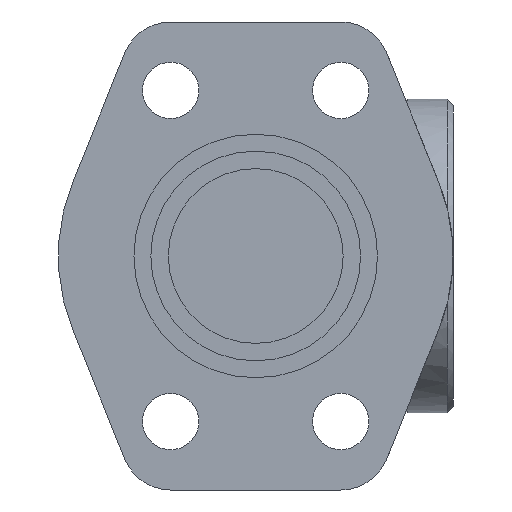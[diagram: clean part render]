
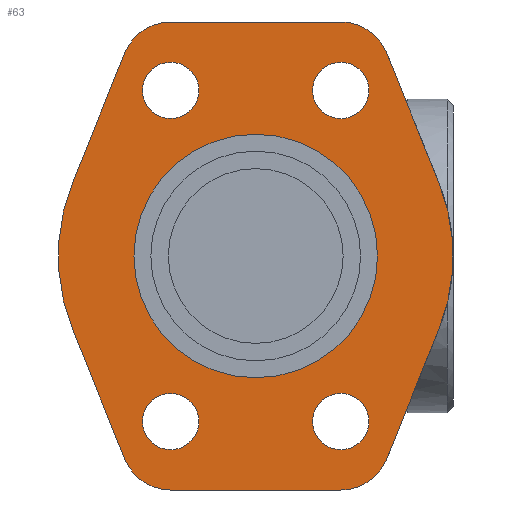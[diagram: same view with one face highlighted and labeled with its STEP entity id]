
A CAD part, front view. The second image highlights one B-rep face of the part: STEP entity #63.
In plain terms, the highlighted planar face has unit normal (0, -1, 0).
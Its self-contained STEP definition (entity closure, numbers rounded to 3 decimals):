
#63=ADVANCED_FACE('',(#131,#132,#133,#134,#135,#136),#137,.F.);
#131=FACE_BOUND('',#241,.T.);
#132=FACE_OUTER_BOUND('',#242,.T.);
#133=FACE_BOUND('',#243,.T.);
#134=FACE_BOUND('',#244,.T.);
#135=FACE_BOUND('',#245,.T.);
#136=FACE_BOUND('',#246,.T.);
#137=PLANE('',#247);
#241=EDGE_LOOP('',(#441,#442));
#242=EDGE_LOOP('',(#443,#444,#445,#446,#447,#448,#449,#450,#451,#452,#453,#454));
#243=EDGE_LOOP('',(#455,#456));
#244=EDGE_LOOP('',(#457,#458));
#245=EDGE_LOOP('',(#459,#460));
#246=EDGE_LOOP('',(#461,#462));
#247=AXIS2_PLACEMENT_3D('',#463,#464,#465);
#441=ORIENTED_EDGE('',*,*,#772,.T.);
#442=ORIENTED_EDGE('',*,*,#765,.T.);
#443=ORIENTED_EDGE('',*,*,#774,.F.);
#444=ORIENTED_EDGE('',*,*,#775,.F.);
#445=ORIENTED_EDGE('',*,*,#776,.T.);
#446=ORIENTED_EDGE('',*,*,#777,.F.);
#447=ORIENTED_EDGE('',*,*,#778,.T.);
#448=ORIENTED_EDGE('',*,*,#779,.F.);
#449=ORIENTED_EDGE('',*,*,#780,.F.);
#450=ORIENTED_EDGE('',*,*,#781,.F.);
#451=ORIENTED_EDGE('',*,*,#782,.T.);
#452=ORIENTED_EDGE('',*,*,#783,.F.);
#453=ORIENTED_EDGE('',*,*,#784,.T.);
#454=ORIENTED_EDGE('',*,*,#785,.F.);
#455=ORIENTED_EDGE('',*,*,#786,.T.);
#456=ORIENTED_EDGE('',*,*,#749,.T.);
#457=ORIENTED_EDGE('',*,*,#787,.T.);
#458=ORIENTED_EDGE('',*,*,#753,.T.);
#459=ORIENTED_EDGE('',*,*,#788,.T.);
#460=ORIENTED_EDGE('',*,*,#757,.T.);
#461=ORIENTED_EDGE('',*,*,#789,.T.);
#462=ORIENTED_EDGE('',*,*,#761,.T.);
#463=CARTESIAN_POINT('',(0.,0.,0.));
#464=DIRECTION('',(0.,1.0,0.));
#465=DIRECTION('',(0.,0.0,-1.0));
#749=EDGE_CURVE('',#901,#905,#907,.T.);
#753=EDGE_CURVE('',#909,#913,#915,.T.);
#757=EDGE_CURVE('',#917,#921,#923,.T.);
#761=EDGE_CURVE('',#925,#929,#931,.T.);
#765=EDGE_CURVE('',#933,#937,#939,.T.);
#772=EDGE_CURVE('',#937,#933,#950,.T.);
#774=EDGE_CURVE('',#952,#953,#954,.T.);
#775=EDGE_CURVE('',#955,#952,#956,.T.);
#776=EDGE_CURVE('',#955,#957,#958,.T.);
#777=EDGE_CURVE('',#959,#957,#960,.T.);
#778=EDGE_CURVE('',#959,#961,#962,.T.);
#779=EDGE_CURVE('',#963,#961,#964,.T.);
#780=EDGE_CURVE('',#965,#963,#966,.T.);
#781=EDGE_CURVE('',#967,#965,#968,.T.);
#782=EDGE_CURVE('',#967,#969,#970,.T.);
#783=EDGE_CURVE('',#971,#969,#972,.T.);
#784=EDGE_CURVE('',#971,#973,#974,.T.);
#785=EDGE_CURVE('',#953,#973,#975,.T.);
#786=EDGE_CURVE('',#905,#901,#976,.T.);
#787=EDGE_CURVE('',#913,#909,#977,.T.);
#788=EDGE_CURVE('',#921,#917,#978,.T.);
#789=EDGE_CURVE('',#929,#925,#979,.T.);
#901=VERTEX_POINT('',#1168);
#905=VERTEX_POINT('',#1173);
#907=CIRCLE('',#1176,5.0);
#909=VERTEX_POINT('',#1178);
#913=VERTEX_POINT('',#1183);
#915=CIRCLE('',#1186,5.0);
#917=VERTEX_POINT('',#1188);
#921=VERTEX_POINT('',#1193);
#923=CIRCLE('',#1196,5.0);
#925=VERTEX_POINT('',#1198);
#929=VERTEX_POINT('',#1203);
#931=CIRCLE('',#1206,5.0);
#933=VERTEX_POINT('',#1208);
#937=VERTEX_POINT('',#1213);
#939=CIRCLE('',#1216,21.6);
#950=CIRCLE('',#1229,21.6);
#952=VERTEX_POINT('',#1231);
#953=VERTEX_POINT('',#1232);
#954=LINE('',#1233,#1234);
#955=VERTEX_POINT('',#1235);
#956=CIRCLE('',#1236,35.0);
#957=VERTEX_POINT('',#1237);
#958=LINE('',#1238,#1239);
#959=VERTEX_POINT('',#1240);
#960=CIRCLE('',#1241,8.75);
#961=VERTEX_POINT('',#1242);
#962=LINE('',#1243,#1244);
#963=VERTEX_POINT('',#1245);
#964=CIRCLE('',#1246,8.75);
#965=VERTEX_POINT('',#1247);
#966=LINE('',#1248,#1249);
#967=VERTEX_POINT('',#1250);
#968=CIRCLE('',#1251,35.0);
#969=VERTEX_POINT('',#1252);
#970=LINE('',#1253,#1254);
#971=VERTEX_POINT('',#1255);
#972=CIRCLE('',#1256,8.75);
#973=VERTEX_POINT('',#1257);
#974=LINE('',#1258,#1259);
#975=CIRCLE('',#1260,8.75);
#976=CIRCLE('',#1261,5.0);
#977=CIRCLE('',#1262,5.0);
#978=CIRCLE('',#1263,5.0);
#979=CIRCLE('',#1264,5.0);
#1168=CARTESIAN_POINT('',(-10.09,0.,-29.36));
#1173=CARTESIAN_POINT('',(-20.09,0.,-29.36));
#1176=AXIS2_PLACEMENT_3D('',#1563,#1564,#1565);
#1178=CARTESIAN_POINT('',(20.09,0.,-29.36));
#1183=CARTESIAN_POINT('',(10.09,0.,-29.36));
#1186=AXIS2_PLACEMENT_3D('',#1571,#1572,#1573);
#1188=CARTESIAN_POINT('',(-10.09,0.,29.36));
#1193=CARTESIAN_POINT('',(-20.09,0.,29.36));
#1196=AXIS2_PLACEMENT_3D('',#1579,#1580,#1581);
#1198=CARTESIAN_POINT('',(20.09,0.,29.36));
#1203=CARTESIAN_POINT('',(10.09,0.,29.36));
#1206=AXIS2_PLACEMENT_3D('',#1587,#1588,#1589);
#1208=CARTESIAN_POINT('',(-21.6,0.,0.));
#1213=CARTESIAN_POINT('',(21.6,0.,0.));
#1216=AXIS2_PLACEMENT_3D('',#1595,#1596,#1597);
#1229=AXIS2_PLACEMENT_3D('',#1612,#1613,#1614);
#1231=CARTESIAN_POINT('',(-32.457,0.,13.099));
#1232=CARTESIAN_POINT('',(-23.204,0.,36.025));
#1233=CARTESIAN_POINT('',(-32.457,0.,13.099));
#1234=VECTOR('',#1618,1.0);
#1235=CARTESIAN_POINT('',(-32.457,0.,-13.099));
#1236=AXIS2_PLACEMENT_3D('',#1619,#1620,#1621);
#1237=CARTESIAN_POINT('',(-23.204,0.,-36.025));
#1238=CARTESIAN_POINT('',(-32.457,0.,-13.099));
#1239=VECTOR('',#1622,1.0);
#1240=CARTESIAN_POINT('',(-15.09,0.,-41.5));
#1241=AXIS2_PLACEMENT_3D('',#1623,#1624,#1625);
#1242=CARTESIAN_POINT('',(15.09,0.,-41.5));
#1243=CARTESIAN_POINT('',(-15.09,0.,-41.5));
#1244=VECTOR('',#1626,1.0);
#1245=CARTESIAN_POINT('',(23.204,0.,-36.025));
#1246=AXIS2_PLACEMENT_3D('',#1627,#1628,#1629);
#1247=CARTESIAN_POINT('',(32.457,0.,-13.099));
#1248=CARTESIAN_POINT('',(32.457,0.,-13.099));
#1249=VECTOR('',#1630,1.0);
#1250=CARTESIAN_POINT('',(32.457,0.,13.099));
#1251=AXIS2_PLACEMENT_3D('',#1631,#1632,#1633);
#1252=CARTESIAN_POINT('',(23.204,0.,36.025));
#1253=CARTESIAN_POINT('',(32.457,0.,13.099));
#1254=VECTOR('',#1634,1.0);
#1255=CARTESIAN_POINT('',(15.09,0.,41.5));
#1256=AXIS2_PLACEMENT_3D('',#1635,#1636,#1637);
#1257=CARTESIAN_POINT('',(-15.09,0.,41.5));
#1258=CARTESIAN_POINT('',(15.09,0.,41.5));
#1259=VECTOR('',#1638,1.0);
#1260=AXIS2_PLACEMENT_3D('',#1639,#1640,#1641);
#1261=AXIS2_PLACEMENT_3D('',#1642,#1643,#1644);
#1262=AXIS2_PLACEMENT_3D('',#1645,#1646,#1647);
#1263=AXIS2_PLACEMENT_3D('',#1648,#1649,#1650);
#1264=AXIS2_PLACEMENT_3D('',#1651,#1652,#1653);
#1563=CARTESIAN_POINT('',(-15.09,0.0,-29.36));
#1564=DIRECTION('',(0.,1.0,0.));
#1565=DIRECTION('',(1.0,0.,0.));
#1571=CARTESIAN_POINT('',(15.09,0.0,-29.36));
#1572=DIRECTION('',(0.,1.0,0.));
#1573=DIRECTION('',(1.0,0.,0.));
#1579=CARTESIAN_POINT('',(-15.09,0.0,29.36));
#1580=DIRECTION('',(0.,1.0,0.));
#1581=DIRECTION('',(1.0,0.,0.));
#1587=CARTESIAN_POINT('',(15.09,0.0,29.36));
#1588=DIRECTION('',(0.,1.0,0.));
#1589=DIRECTION('',(1.0,0.,0.));
#1595=CARTESIAN_POINT('',(0.0,0.0,0.0));
#1596=DIRECTION('',(0.,1.0,0.));
#1597=DIRECTION('',(-1.0,0.,0.));
#1612=CARTESIAN_POINT('',(0.0,0.0,0.0));
#1613=DIRECTION('',(0.,1.0,0.));
#1614=DIRECTION('',(-1.0,0.,0.));
#1618=DIRECTION('',(0.374,0.,0.927));
#1619=CARTESIAN_POINT('',(0.0,0.0,0.0));
#1620=DIRECTION('',(0.,1.0,0.));
#1621=DIRECTION('',(0.,0.0,-1.0));
#1622=DIRECTION('',(0.374,0.,-0.927));
#1623=CARTESIAN_POINT('',(-15.09,0.,-32.75));
#1624=DIRECTION('',(0.,1.0,0.));
#1625=DIRECTION('',(0.,0.0,-1.0));
#1626=DIRECTION('',(1.0,0.,0.));
#1627=CARTESIAN_POINT('',(15.09,0.,-32.75));
#1628=DIRECTION('',(0.,1.0,0.));
#1629=DIRECTION('',(0.,0.0,-1.0));
#1630=DIRECTION('',(-0.374,0.,-0.927));
#1631=CARTESIAN_POINT('',(0.0,0.0,0.0));
#1632=DIRECTION('',(0.,1.0,0.));
#1633=DIRECTION('',(0.,0.0,-1.0));
#1634=DIRECTION('',(-0.374,0.,0.927));
#1635=CARTESIAN_POINT('',(15.09,0.,32.75));
#1636=DIRECTION('',(0.,1.0,0.));
#1637=DIRECTION('',(0.,0.0,-1.0));
#1638=DIRECTION('',(-1.0,0.,0.));
#1639=CARTESIAN_POINT('',(-15.09,0.,32.75));
#1640=DIRECTION('',(0.,1.0,0.));
#1641=DIRECTION('',(0.,0.0,-1.0));
#1642=CARTESIAN_POINT('',(-15.09,0.0,-29.36));
#1643=DIRECTION('',(0.,1.0,0.));
#1644=DIRECTION('',(1.0,0.,0.));
#1645=CARTESIAN_POINT('',(15.09,0.0,-29.36));
#1646=DIRECTION('',(0.,1.0,0.));
#1647=DIRECTION('',(1.0,0.,0.));
#1648=CARTESIAN_POINT('',(-15.09,0.0,29.36));
#1649=DIRECTION('',(0.,1.0,0.));
#1650=DIRECTION('',(1.0,0.,0.));
#1651=CARTESIAN_POINT('',(15.09,0.0,29.36));
#1652=DIRECTION('',(0.,1.0,0.));
#1653=DIRECTION('',(1.0,0.,0.));
